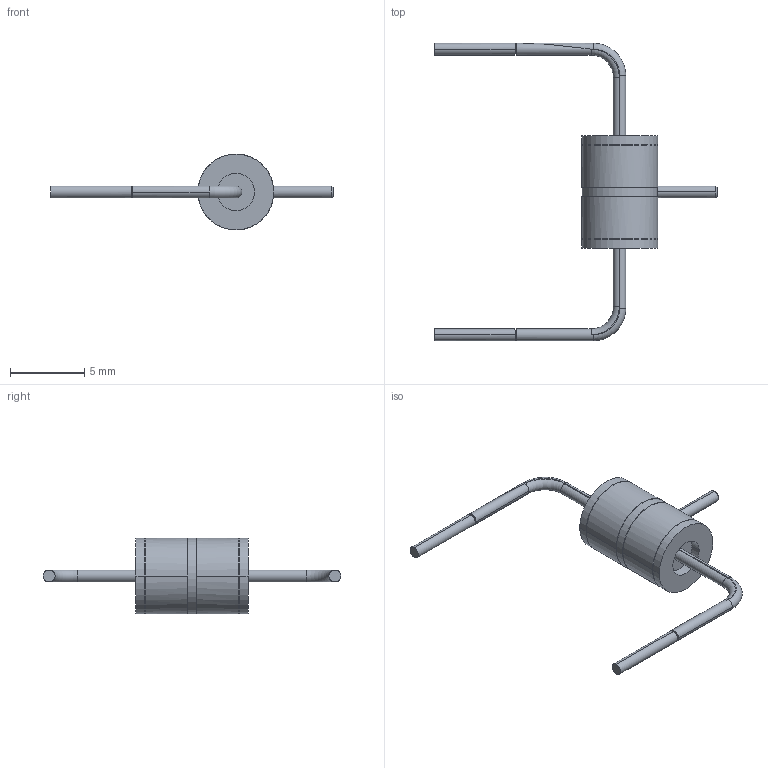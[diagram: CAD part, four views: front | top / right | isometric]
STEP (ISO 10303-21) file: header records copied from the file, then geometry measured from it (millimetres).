
FILE_DESCRIPTION((''),'2;1');
FILE_NAME('2036-XX-B','2012-07-30T',('ryans'),('Bourns, Inc.'),'PRO/ENGINEER BY PARAMETRIC TECHNOLOGY CORPORATION, 2010100','PRO/ENGINEER BY PARAMETRIC TECHNOLOGY CORPORATION, 2010100','');
FILE_SCHEMA(('CONFIG_CONTROL_DESIGN'));
Length unit declared in the file: millimetre
Products named in the file (1): 2036-XX-B
Bounding box: 19 x 20 x 5.1 mm (x, y, z)
Volume: 97.6 mm3; surface area: 449.7 mm2
Topology: 3 solids, 4 shells, 82 faces, 183 edges, 119 vertices
Faces by surface type: plane 41, cylinder 35, torus 4, cone 2
Entity records: 2445 total; most frequent: CARTESIAN_POINT 524, DIRECTION 410, ORIENTED_EDGE 366, EDGE_CURVE 183, AXIS2_PLACEMENT_3D 158, VERTEX_POINT 119, EDGE_LOOP 96, VECTOR 94
